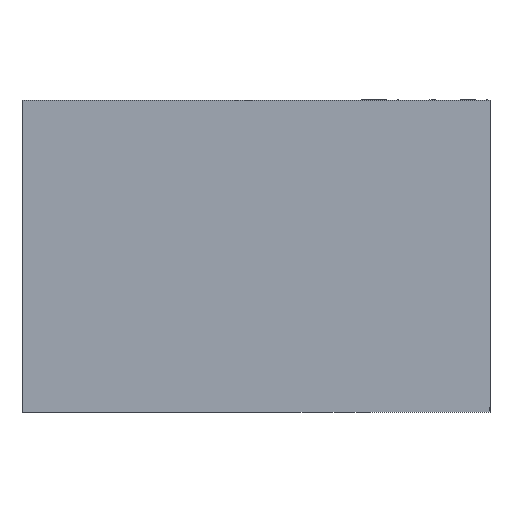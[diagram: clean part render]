
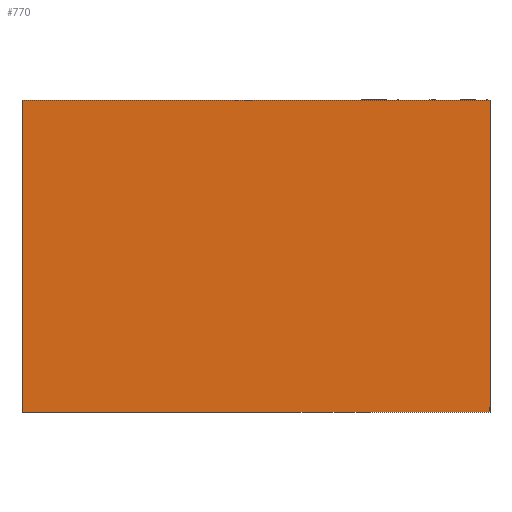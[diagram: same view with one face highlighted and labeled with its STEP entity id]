
A CAD part, left-side view. The second image highlights one B-rep face of the part: STEP entity #770.
In plain terms, the highlighted planar face has unit normal (-1, 0, 0).
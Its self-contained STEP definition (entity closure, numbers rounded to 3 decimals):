
#76 = CARTESIAN_POINT ( 'NONE',  ( 0., 15., 10. ) ) ;
#109 = VERTEX_POINT ( 'NONE', #76 ) ;
#135 = EDGE_CURVE ( 'NONE', #109, #228, #1925, .T. ) ;
#228 = VERTEX_POINT ( 'NONE', #341 ) ;
#251 = VECTOR ( 'NONE', #3052, 1000. ) ;
#341 = CARTESIAN_POINT ( 'NONE',  ( 0., 0., 10. ) ) ;
#494 = CARTESIAN_POINT ( 'NONE',  ( 0., 0., 0. ) ) ;
#524 = EDGE_CURVE ( 'NONE', #228, #2821, #1602, .T. ) ;
#770 = ADVANCED_FACE ( 'NONE', ( #898 ), #912, .F. ) ;
#783 = VECTOR ( 'NONE', #2927, 1000. ) ;
#785 = AXIS2_PLACEMENT_3D ( 'NONE', #2451, #3154, #1144 ) ;
#898 = FACE_OUTER_BOUND ( 'NONE', #2190, .T. ) ;
#901 = ORIENTED_EDGE ( 'NONE', *, *, #2758, .T. ) ;
#912 = PLANE ( 'NONE',  #785 ) ;
#932 = CARTESIAN_POINT ( 'NONE',  ( 0., 0., 10. ) ) ;
#946 = VECTOR ( 'NONE', #2175, 1000. ) ;
#962 = VERTEX_POINT ( 'NONE', #3238 ) ;
#1118 = ORIENTED_EDGE ( 'NONE', *, *, #135, .F. ) ;
#1144 = DIRECTION ( 'NONE',  ( 0., 0., -1. ) ) ;
#1161 = VECTOR ( 'NONE', #1887, 1000. ) ;
#1212 = LINE ( 'NONE', #2224, #251 ) ;
#1602 = LINE ( 'NONE', #932, #1161 ) ;
#1606 = ORIENTED_EDGE ( 'NONE', *, *, #1704, .T. ) ;
#1655 = CARTESIAN_POINT ( 'NONE',  ( 0., 0., 10. ) ) ;
#1704 = EDGE_CURVE ( 'NONE', #962, #2821, #1212, .T. ) ;
#1887 = DIRECTION ( 'NONE',  ( 0., 0., -1. ) ) ;
#1894 = LINE ( 'NONE', #2157, #946 ) ;
#1925 = LINE ( 'NONE', #1655, #783 ) ;
#2157 = CARTESIAN_POINT ( 'NONE',  ( 0., 15., 10. ) ) ;
#2175 = DIRECTION ( 'NONE',  ( 0., 0., -1. ) ) ;
#2190 = EDGE_LOOP ( 'NONE', ( #1606, #2777, #1118, #901 ) ) ;
#2224 = CARTESIAN_POINT ( 'NONE',  ( 0., 0., 0. ) ) ;
#2451 = CARTESIAN_POINT ( 'NONE',  ( 0., 0., 10. ) ) ;
#2758 = EDGE_CURVE ( 'NONE', #109, #962, #1894, .T. ) ;
#2777 = ORIENTED_EDGE ( 'NONE', *, *, #524, .F. ) ;
#2821 = VERTEX_POINT ( 'NONE', #494 ) ;
#2927 = DIRECTION ( 'NONE',  ( 0., -1., 0. ) ) ;
#3052 = DIRECTION ( 'NONE',  ( 0., -1., 0. ) ) ;
#3154 = DIRECTION ( 'NONE',  ( 1., 0., 0. ) ) ;
#3238 = CARTESIAN_POINT ( 'NONE',  ( 0., 15., 0. ) ) ;
